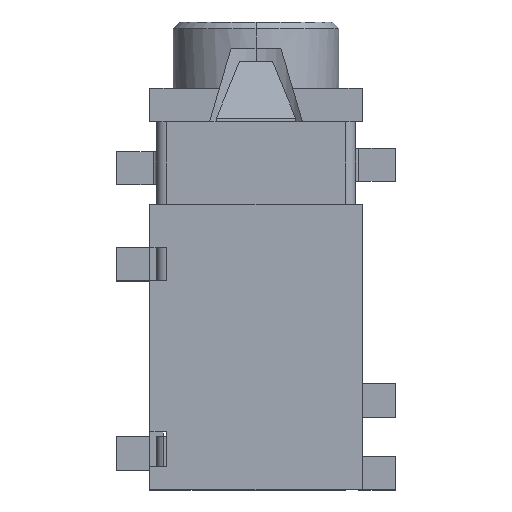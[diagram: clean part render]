
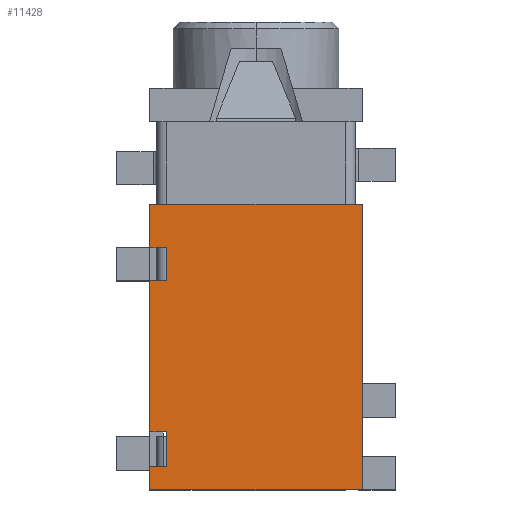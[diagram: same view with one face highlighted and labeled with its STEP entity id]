
A CAD part, top view. The second image highlights one B-rep face of the part: STEP entity #11428.
In plain terms, the highlighted planar face has unit normal (0, 0, 1).
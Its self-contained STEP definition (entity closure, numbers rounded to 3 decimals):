
#11 = CARTESIAN_POINT ( 'NONE',  ( -3.2, -6.358, 4.4 ) ) ;
#133 = VERTEX_POINT ( 'NONE', #21007 ) ;
#321 = CARTESIAN_POINT ( 'NONE',  ( -2.7, 0.25, 4.4 ) ) ;
#894 = VERTEX_POINT ( 'NONE', #14750 ) ;
#1160 = DIRECTION ( 'NONE',  ( 0., 1., 0. ) ) ;
#1323 = VECTOR ( 'NONE', #1160, 1000. ) ;
#1355 = CARTESIAN_POINT ( 'NONE',  ( -3.2, -7.05, 4.4 ) ) ;
#1488 = LINE ( 'NONE', #19690, #21844 ) ;
#1530 = VERTEX_POINT ( 'NONE', #10843 ) ;
#1600 = DIRECTION ( 'NONE',  ( 1., 0., 0. ) ) ;
#1741 = ORIENTED_EDGE ( 'NONE', *, *, #8605, .F. ) ;
#2051 = VERTEX_POINT ( 'NONE', #1355 ) ;
#2264 = EDGE_CURVE ( 'NONE', #1530, #17445, #9412, .T. ) ;
#2272 = EDGE_CURVE ( 'NONE', #7006, #894, #4587, .T. ) ;
#2688 = VECTOR ( 'NONE', #13967, 1000. ) ;
#2830 = VECTOR ( 'NONE', #15121, 1000. ) ;
#3202 = DIRECTION ( 'NONE',  ( 1., 0., 0. ) ) ;
#3216 = VECTOR ( 'NONE', #1600, 1000. ) ;
#3217 = CARTESIAN_POINT ( 'NONE',  ( -3.2, 0.25, 4.4 ) ) ;
#3609 = CARTESIAN_POINT ( 'NONE',  ( -2.7, -0.75, 4.4 ) ) ;
#3693 = CARTESIAN_POINT ( 'NONE',  ( -3.2, 5.05, 4.4 ) ) ;
#4002 = LINE ( 'NONE', #16636, #15047 ) ;
#4132 = ORIENTED_EDGE ( 'NONE', *, *, #10522, .T. ) ;
#4587 = LINE ( 'NONE', #19508, #2688 ) ;
#5521 = LINE ( 'NONE', #3693, #21756 ) ;
#5715 = DIRECTION ( 'NONE',  ( -1., 0., 0. ) ) ;
#5800 = CARTESIAN_POINT ( 'NONE',  ( -2.7, 0., 4.4 ) ) ;
#5879 = FACE_OUTER_BOUND ( 'NONE', #18471, .T. ) ;
#6579 = LINE ( 'NONE', #14317, #1323 ) ;
#6687 = EDGE_CURVE ( 'NONE', #133, #14764, #13431, .T. ) ;
#7006 = VERTEX_POINT ( 'NONE', #23444 ) ;
#7132 = LINE ( 'NONE', #23601, #3216 ) ;
#7334 = ORIENTED_EDGE ( 'NONE', *, *, #2272, .T. ) ;
#8007 = VECTOR ( 'NONE', #16966, 1000. ) ;
#8285 = ORIENTED_EDGE ( 'NONE', *, *, #11719, .F. ) ;
#8385 = DIRECTION ( 'NONE',  ( 0., 0., 1. ) ) ;
#8605 = EDGE_CURVE ( 'NONE', #7006, #20688, #1488, .T. ) ;
#8841 = ORIENTED_EDGE ( 'NONE', *, *, #17451, .F. ) ;
#9412 = LINE ( 'NONE', #5800, #8007 ) ;
#9781 = EDGE_CURVE ( 'NONE', #16964, #14744, #19396, .T. ) ;
#10016 = CARTESIAN_POINT ( 'NONE',  ( 0., 0.25, 4.4 ) ) ;
#10443 = CARTESIAN_POINT ( 'NONE',  ( 0., 0., 4.4 ) ) ;
#10522 = EDGE_CURVE ( 'NONE', #19701, #2051, #5521, .T. ) ;
#10843 = CARTESIAN_POINT ( 'NONE',  ( -2.7, -6.358, 4.4 ) ) ;
#11003 = VECTOR ( 'NONE', #21051, 1000. ) ;
#11229 = VERTEX_POINT ( 'NONE', #19378 ) ;
#11294 = EDGE_CURVE ( 'NONE', #2051, #11229, #11321, .T. ) ;
#11321 = LINE ( 'NONE', #16585, #11615 ) ;
#11428 = ADVANCED_FACE ( 'NONE', ( #5879 ), #20541, .T. ) ;
#11615 = VECTOR ( 'NONE', #14799, 1000. ) ;
#11719 = EDGE_CURVE ( 'NONE', #20688, #16964, #22895, .T. ) ;
#12725 = LINE ( 'NONE', #16664, #13787 ) ;
#12743 = EDGE_CURVE ( 'NONE', #133, #14744, #4002, .T. ) ;
#13195 = CARTESIAN_POINT ( 'NONE',  ( 0., 1.55, 4.4 ) ) ;
#13431 = LINE ( 'NONE', #13195, #2830 ) ;
#13538 = AXIS2_PLACEMENT_3D ( 'NONE', #10443, #8385, #15850 ) ;
#13787 = VECTOR ( 'NONE', #5715, 1000. ) ;
#13967 = DIRECTION ( 'NONE',  ( 0., -1., 0. ) ) ;
#14146 = ORIENTED_EDGE ( 'NONE', *, *, #2264, .F. ) ;
#14317 = CARTESIAN_POINT ( 'NONE',  ( 3.2, 5.05, 4.4 ) ) ;
#14744 = VERTEX_POINT ( 'NONE', #3217 ) ;
#14750 = CARTESIAN_POINT ( 'NONE',  ( -3.2, -5.3, 4.4 ) ) ;
#14764 = VERTEX_POINT ( 'NONE', #19343 ) ;
#14799 = DIRECTION ( 'NONE',  ( 1., 0., 0. ) ) ;
#15030 = ORIENTED_EDGE ( 'NONE', *, *, #9781, .F. ) ;
#15047 = VECTOR ( 'NONE', #23700, 1000. ) ;
#15121 = DIRECTION ( 'NONE',  ( 1., 0., 0. ) ) ;
#15406 = ORIENTED_EDGE ( 'NONE', *, *, #22989, .F. ) ;
#15811 = ORIENTED_EDGE ( 'NONE', *, *, #11294, .T. ) ;
#15850 = DIRECTION ( 'NONE',  ( 1., 0., 0. ) ) ;
#16585 = CARTESIAN_POINT ( 'NONE',  ( -3.2, -7.05, 4.4 ) ) ;
#16636 = CARTESIAN_POINT ( 'NONE',  ( -3.2, 5.05, 4.4 ) ) ;
#16652 = ORIENTED_EDGE ( 'NONE', *, *, #19943, .T. ) ;
#16664 = CARTESIAN_POINT ( 'NONE',  ( 0., -5.3, 4.4 ) ) ;
#16964 = VERTEX_POINT ( 'NONE', #321 ) ;
#16966 = DIRECTION ( 'NONE',  ( 0., 1., 0. ) ) ;
#17445 = VERTEX_POINT ( 'NONE', #19567 ) ;
#17451 = EDGE_CURVE ( 'NONE', #19701, #1530, #7132, .T. ) ;
#17747 = DIRECTION ( 'NONE',  ( 0., 1., 0. ) ) ;
#18471 = EDGE_LOOP ( 'NONE', ( #1741, #7334, #15406, #14146, #8841, #4132, #15811, #16652, #21023, #21674, #15030, #8285 ) ) ;
#19304 = VECTOR ( 'NONE', #17747, 1000. ) ;
#19343 = CARTESIAN_POINT ( 'NONE',  ( 3.2, 1.55, 4.4 ) ) ;
#19378 = CARTESIAN_POINT ( 'NONE',  ( 3.2, -7.05, 4.4 ) ) ;
#19396 = LINE ( 'NONE', #10016, #11003 ) ;
#19438 = CARTESIAN_POINT ( 'NONE',  ( -2.7, 0., 4.4 ) ) ;
#19508 = CARTESIAN_POINT ( 'NONE',  ( -3.2, 5.05, 4.4 ) ) ;
#19567 = CARTESIAN_POINT ( 'NONE',  ( -2.7, -5.3, 4.4 ) ) ;
#19690 = CARTESIAN_POINT ( 'NONE',  ( 0., -0.75, 4.4 ) ) ;
#19701 = VERTEX_POINT ( 'NONE', #11 ) ;
#19943 = EDGE_CURVE ( 'NONE', #11229, #14764, #6579, .T. ) ;
#20541 = PLANE ( 'NONE',  #13538 ) ;
#20688 = VERTEX_POINT ( 'NONE', #3609 ) ;
#21007 = CARTESIAN_POINT ( 'NONE',  ( -3.2, 1.55, 4.4 ) ) ;
#21023 = ORIENTED_EDGE ( 'NONE', *, *, #6687, .F. ) ;
#21051 = DIRECTION ( 'NONE',  ( -1., 0., 0. ) ) ;
#21674 = ORIENTED_EDGE ( 'NONE', *, *, #12743, .T. ) ;
#21756 = VECTOR ( 'NONE', #23529, 1000. ) ;
#21844 = VECTOR ( 'NONE', #3202, 1000. ) ;
#22895 = LINE ( 'NONE', #19438, #19304 ) ;
#22989 = EDGE_CURVE ( 'NONE', #17445, #894, #12725, .T. ) ;
#23444 = CARTESIAN_POINT ( 'NONE',  ( -3.2, -0.75, 4.4 ) ) ;
#23529 = DIRECTION ( 'NONE',  ( 0., -1., 0. ) ) ;
#23601 = CARTESIAN_POINT ( 'NONE',  ( 0., -6.358, 4.4 ) ) ;
#23700 = DIRECTION ( 'NONE',  ( 0., -1., 0. ) ) ;
